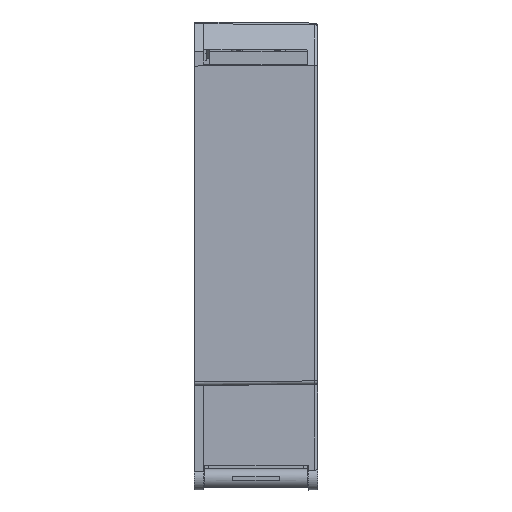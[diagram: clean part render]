
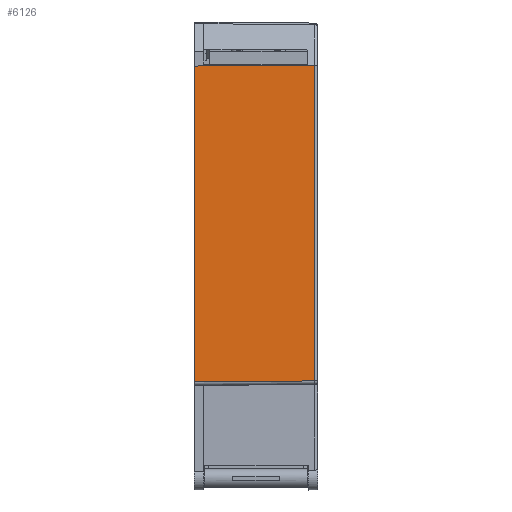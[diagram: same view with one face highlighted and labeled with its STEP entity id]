
A CAD part, left-side view. The second image highlights one B-rep face of the part: STEP entity #6126.
In plain terms, the highlighted planar face has unit normal (-1, -0.009, 0).
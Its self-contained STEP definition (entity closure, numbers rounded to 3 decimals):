
#1=CARTESIAN_POINT('',(-43.653,0.,-11.053));
#47=DIRECTION('',(0.,0.,-1.));
#48=VECTOR('',#47,44.591);
#49=CARTESIAN_POINT('',(-43.653,0.,33.538));
#50=LINE('',#49,#48);
#70=DIRECTION('',(0.,0.,1.));
#71=VECTOR('',#70,44.506);
#72=CARTESIAN_POINT('',(-43.504,-17.004,-10.904));
#73=LINE('',#72,#71);
#556=CARTESIAN_POINT('',(-43.504,-17.004,33.602));
#557=CARTESIAN_POINT('',(-43.505,-16.893,33.602));
#558=CARTESIAN_POINT('',(-43.507,-16.67,33.602));
#559=CARTESIAN_POINT('',(-43.511,-16.335,33.602));
#560=CARTESIAN_POINT('',(-43.512,-16.112,33.602));
#561=CARTESIAN_POINT('',(-43.513,-16.,33.602));
#579=DIRECTION('',(-0.009,1.,-0.009));
#580=VECTOR('',#579,17.006);
#581=CARTESIAN_POINT('',(-43.504,-17.004,
-10.904));
#582=LINE('',#581,#580);
#583=DIRECTION('',(-0.004,0.,-1.));
#584=VECTOR('',#583,0.075);
#585=CARTESIAN_POINT('',(-43.513,-16.,33.677));
#586=LINE('',#585,#584);
#603=DIRECTION('',(-0.009,1.,-0.009));
#604=VECTOR('',#603,16.001);
#605=CARTESIAN_POINT('',(-43.513,-16.,33.677));
#606=LINE('',#605,#604);
#4033=VERTEX_POINT('',#1);
#4059=CARTESIAN_POINT('',(-43.653,0.,
33.538));
#4060=VERTEX_POINT('',#4059);
#4062=CARTESIAN_POINT('',(-43.504,-17.004,
-10.904));
#4064=VERTEX_POINT('',#4062);
#4069=CARTESIAN_POINT('',(-43.504,-17.004,
33.602));
#4070=VERTEX_POINT('',#4069);
#4315=VERTEX_POINT('',#561);
#4321=CARTESIAN_POINT('',(-43.513,-16.,
33.677));
#4322=VERTEX_POINT('',#4321);
#6111=CARTESIAN_POINT('',(-43.5,-17.5,-13.753));
#6112=DIRECTION('',(-1.,-0.009,0.));
#6113=DIRECTION('',(0.,0.,-1.));
#6114=AXIS2_PLACEMENT_3D('',#6111,#6112,#6113);
#6115=PLANE('',#6114);
#6116=ORIENTED_EDGE('',*,*,#5345,.F.);
#6117=ORIENTED_EDGE('',*,*,#5319,.T.);
#6118=ORIENTED_EDGE('',*,*,#5304,.F.);
#6120=ORIENTED_EDGE('',*,*,#6119,.F.);
#6122=ORIENTED_EDGE('',*,*,#6121,.T.);
#6123=ORIENTED_EDGE('',*,*,#6085,.F.);
#6124=EDGE_LOOP('',(#6116,#6117,#6118,#6120,#6122,#6123));
#6125=FACE_OUTER_BOUND('',#6124,.F.);
#6126=ADVANCED_FACE('',(#6125),#6115,.T.);
#562=B_SPLINE_CURVE_WITH_KNOTS('',3,(#556,#557,#558,#559,#560,#561),
.UNSPECIFIED.,.F.,.F.,(4,1,1,4),(0.,0.333,0.667,1.),
.UNSPECIFIED.);
#5304=EDGE_CURVE('',#4060,#4033,#50,.T.);
#5319=EDGE_CURVE('',#4064,#4033,#582,.T.);
#5345=EDGE_CURVE('',#4064,#4070,#73,.T.);
#6085=EDGE_CURVE('',#4070,#4315,#562,.T.);
#6119=EDGE_CURVE('',#4322,#4060,#606,.T.);
#6121=EDGE_CURVE('',#4322,#4315,#586,.T.);
